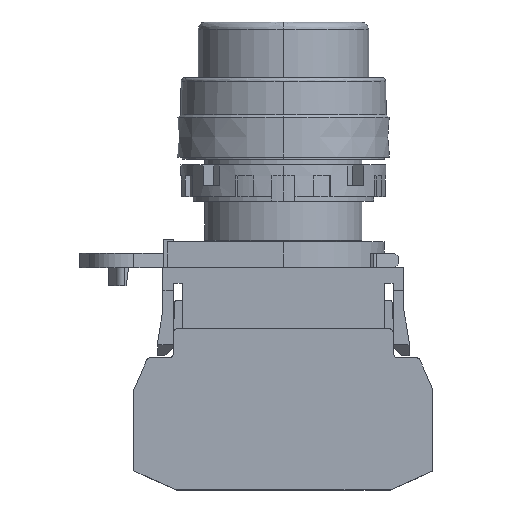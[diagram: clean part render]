
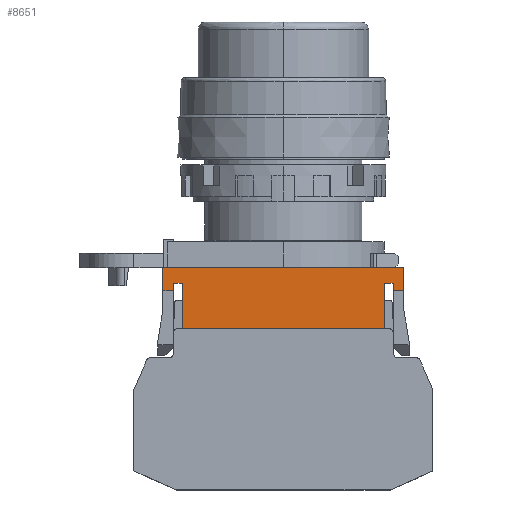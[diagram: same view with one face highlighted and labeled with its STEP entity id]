
A CAD part, left-side view. The second image highlights one B-rep face of the part: STEP entity #8651.
In plain terms, the highlighted planar face has unit normal (-1, 0, 0).
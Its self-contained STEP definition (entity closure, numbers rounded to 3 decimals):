
#360 = DIRECTION ( 'NONE',  ( 0., 0., 1. ) ) ;
#511 = ORIENTED_EDGE ( 'NONE', *, *, #12446, .F. ) ;
#672 = CARTESIAN_POINT ( 'NONE',  ( -14.9, -14., -2.2 ) ) ;
#909 = ORIENTED_EDGE ( 'NONE', *, *, #7771, .F. ) ;
#962 = DIRECTION ( 'NONE',  ( 0., 0., -1. ) ) ;
#1240 = DIRECTION ( 'NONE',  ( 0., 0., -1. ) ) ;
#1498 = EDGE_CURVE ( 'NONE', #21944, #14420, #7839, .T. ) ;
#1519 = EDGE_CURVE ( 'NONE', #9077, #15664, #10672, .T. ) ;
#2377 = ORIENTED_EDGE ( 'NONE', *, *, #14058, .F. ) ;
#2442 = VECTOR ( 'NONE', #14213, 1000. ) ;
#2906 = DIRECTION ( 'NONE',  ( 0., -1., 0. ) ) ;
#2917 = CARTESIAN_POINT ( 'NONE',  ( -14.9, 14., -2.2 ) ) ;
#3346 = LINE ( 'NONE', #12523, #11118 ) ;
#4021 = VERTEX_POINT ( 'NONE', #16794 ) ;
#4022 = EDGE_LOOP ( 'NONE', ( #16082, #28116, #5927, #29057, #9438, #25822, #2377, #25136, #511, #16500, #909, #29677 ) ) ;
#4352 = VECTOR ( 'NONE', #26163, 1000. ) ;
#4444 = CARTESIAN_POINT ( 'NONE',  ( -14.9, -17.4, -9. ) ) ;
#4737 = EDGE_CURVE ( 'NONE', #23076, #29378, #14321, .T. ) ;
#5044 = CARTESIAN_POINT ( 'NONE',  ( -14.9, 14., -9. ) ) ;
#5640 = VERTEX_POINT ( 'NONE', #17499 ) ;
#5652 = LINE ( 'NONE', #14818, #27524 ) ;
#5725 = CARTESIAN_POINT ( 'NONE',  ( -14.9, -17.4, -3.2 ) ) ;
#5843 = VECTOR ( 'NONE', #1240, 1000. ) ;
#5927 = ORIENTED_EDGE ( 'NONE', *, *, #23808, .T. ) ;
#6638 = VERTEX_POINT ( 'NONE', #12823 ) ;
#7169 = DIRECTION ( 'NONE',  ( 0., 1., 0. ) ) ;
#7311 = VERTEX_POINT ( 'NONE', #23541 ) ;
#7771 = EDGE_CURVE ( 'NONE', #7311, #5640, #12396, .T. ) ;
#7839 = LINE ( 'NONE', #16983, #4352 ) ;
#8366 = VECTOR ( 'NONE', #12092, 1000. ) ;
#8651 = ADVANCED_FACE ( 'NONE', ( #15857 ), #25030, .F. ) ;
#9077 = VERTEX_POINT ( 'NONE', #25581 ) ;
#9438 = ORIENTED_EDGE ( 'NONE', *, *, #12483, .T. ) ;
#9733 = VECTOR ( 'NONE', #14888, 1000. ) ;
#10365 = CARTESIAN_POINT ( 'NONE',  ( -14.9, 14., -8.5 ) ) ;
#10672 = LINE ( 'NONE', #19840, #25951 ) ;
#11118 = VECTOR ( 'NONE', #21692, 1000. ) ;
#11218 = VECTOR ( 'NONE', #7169, 1000. ) ;
#11377 = VECTOR ( 'NONE', #962, 1000. ) ;
#11788 = LINE ( 'NONE', #20949, #19720 ) ;
#11943 = EDGE_CURVE ( 'NONE', #23076, #6638, #25640, .T. ) ;
#12092 = DIRECTION ( 'NONE',  ( 0., 1., 0. ) ) ;
#12396 = LINE ( 'NONE', #21560, #11377 ) ;
#12446 = EDGE_CURVE ( 'NONE', #22624, #9077, #3346, .T. ) ;
#12483 = EDGE_CURVE ( 'NONE', #21944, #4021, #12667, .T. ) ;
#12523 = CARTESIAN_POINT ( 'NONE',  ( -14.9, 16.7, -9. ) ) ;
#12667 = LINE ( 'NONE', #21839, #5843 ) ;
#12823 = CARTESIAN_POINT ( 'NONE',  ( -14.9, 14., -2.2 ) ) ;
#13436 = CARTESIAN_POINT ( 'NONE',  ( -14.9, -14., -8.5 ) ) ;
#13604 = DIRECTION ( 'NONE',  ( 1., 0., 0. ) ) ;
#14058 = EDGE_CURVE ( 'NONE', #15664, #21568, #5652, .T. ) ;
#14213 = DIRECTION ( 'NONE',  ( 0., 0., 1. ) ) ;
#14321 = LINE ( 'NONE', #23490, #23270 ) ;
#14409 = EDGE_CURVE ( 'NONE', #6638, #7311, #23504, .T. ) ;
#14420 = VERTEX_POINT ( 'NONE', #672 ) ;
#14818 = CARTESIAN_POINT ( 'NONE',  ( -14.9, -16.7, -9. ) ) ;
#14888 = DIRECTION ( 'NONE',  ( 0., 1., 0. ) ) ;
#15664 = VERTEX_POINT ( 'NONE', #22302 ) ;
#15857 = FACE_OUTER_BOUND ( 'NONE', #4022, .T. ) ;
#16082 = ORIENTED_EDGE ( 'NONE', *, *, #11943, .F. ) ;
#16500 = ORIENTED_EDGE ( 'NONE', *, *, #25332, .F. ) ;
#16794 = CARTESIAN_POINT ( 'NONE',  ( -14.9, -15.2, -3.2 ) ) ;
#16983 = CARTESIAN_POINT ( 'NONE',  ( -14.9, -17.4, -2.2 ) ) ;
#17499 = CARTESIAN_POINT ( 'NONE',  ( -14.9, 15.2, -3.2 ) ) ;
#18577 = LINE ( 'NONE', #27758, #11218 ) ;
#19720 = VECTOR ( 'NONE', #360, 1000. ) ;
#19840 = CARTESIAN_POINT ( 'NONE',  ( -14.9, -17.4, 0. ) ) ;
#20059 = AXIS2_PLACEMENT_3D ( 'NONE', #4444, #13604, #22785 ) ;
#20949 = CARTESIAN_POINT ( 'NONE',  ( -14.9, -14., -9. ) ) ;
#21073 = CARTESIAN_POINT ( 'NONE',  ( -14.9, 16.7, -3.2 ) ) ;
#21560 = CARTESIAN_POINT ( 'NONE',  ( -14.9, 15.2, -2.2 ) ) ;
#21568 = VERTEX_POINT ( 'NONE', #22740 ) ;
#21692 = DIRECTION ( 'NONE',  ( 0., 0., 1. ) ) ;
#21839 = CARTESIAN_POINT ( 'NONE',  ( -14.9, -15.2, -2.2 ) ) ;
#21944 = VERTEX_POINT ( 'NONE', #25241 ) ;
#22302 = CARTESIAN_POINT ( 'NONE',  ( -14.9, -16.7, 0. ) ) ;
#22624 = VERTEX_POINT ( 'NONE', #21073 ) ;
#22740 = CARTESIAN_POINT ( 'NONE',  ( -14.9, -16.7, -3.2 ) ) ;
#22785 = DIRECTION ( 'NONE',  ( 0., 1., 0. ) ) ;
#23076 = VERTEX_POINT ( 'NONE', #10365 ) ;
#23270 = VECTOR ( 'NONE', #2906, 1000. ) ;
#23490 = CARTESIAN_POINT ( 'NONE',  ( -14.9, -13., -8.5 ) ) ;
#23504 = LINE ( 'NONE', #2917, #8366 ) ;
#23541 = CARTESIAN_POINT ( 'NONE',  ( -14.9, 15.2, -2.2 ) ) ;
#23808 = EDGE_CURVE ( 'NONE', #29378, #14420, #11788, .T. ) ;
#23987 = DIRECTION ( 'NONE',  ( 0., 0., -1. ) ) ;
#25030 = PLANE ( 'NONE',  #20059 ) ;
#25136 = ORIENTED_EDGE ( 'NONE', *, *, #1519, .F. ) ;
#25241 = CARTESIAN_POINT ( 'NONE',  ( -14.9, -15.2, -2.2 ) ) ;
#25332 = EDGE_CURVE ( 'NONE', #5640, #22624, #26321, .T. ) ;
#25581 = CARTESIAN_POINT ( 'NONE',  ( -14.9, 16.7, 0. ) ) ;
#25640 = LINE ( 'NONE', #5044, #2442 ) ;
#25822 = ORIENTED_EDGE ( 'NONE', *, *, #25967, .F. ) ;
#25951 = VECTOR ( 'NONE', #29017, 1000. ) ;
#25967 = EDGE_CURVE ( 'NONE', #21568, #4021, #18577, .T. ) ;
#26163 = DIRECTION ( 'NONE',  ( 0., 1., 0. ) ) ;
#26321 = LINE ( 'NONE', #5725, #9733 ) ;
#27524 = VECTOR ( 'NONE', #23987, 1000. ) ;
#27758 = CARTESIAN_POINT ( 'NONE',  ( -14.9, -17.4, -3.2 ) ) ;
#28116 = ORIENTED_EDGE ( 'NONE', *, *, #4737, .T. ) ;
#29017 = DIRECTION ( 'NONE',  ( 0., -1., 0. ) ) ;
#29057 = ORIENTED_EDGE ( 'NONE', *, *, #1498, .F. ) ;
#29378 = VERTEX_POINT ( 'NONE', #13436 ) ;
#29677 = ORIENTED_EDGE ( 'NONE', *, *, #14409, .F. ) ;
